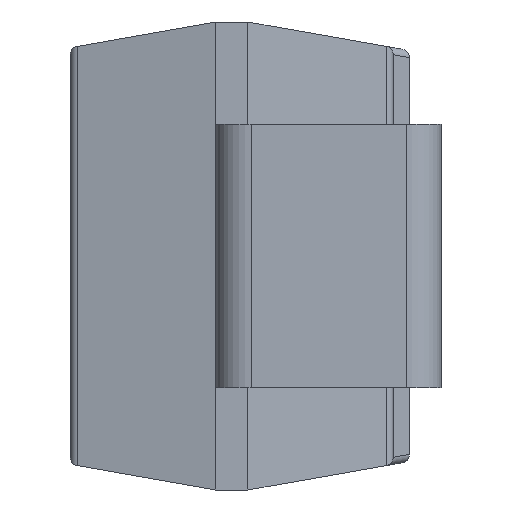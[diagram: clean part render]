
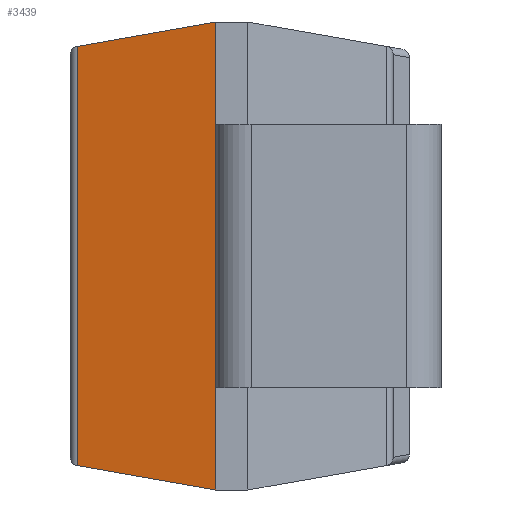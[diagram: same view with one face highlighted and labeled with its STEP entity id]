
A CAD part, left-side view. The second image highlights one B-rep face of the part: STEP entity #3439.
In plain terms, the highlighted planar face has unit normal (-0.985, 0.174, 0).
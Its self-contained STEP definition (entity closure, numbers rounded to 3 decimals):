
#149 = LINE ( 'NONE', #2349, #1874 ) ;
#248 = ORIENTED_EDGE ( 'NONE', *, *, #2241, .T. ) ;
#271 = VERTEX_POINT ( 'NONE', #4872 ) ;
#404 = CARTESIAN_POINT ( 'NONE',  ( -2.3, 1.2, 0.815 ) ) ;
#417 = EDGE_CURVE ( 'NONE', #1533, #2599, #4688, .T. ) ;
#473 = VECTOR ( 'NONE', #3686, 1000. ) ;
#545 = DIRECTION ( 'NONE',  ( 0., 0., -1. ) ) ;
#685 = ORIENTED_EDGE ( 'NONE', *, *, #2737, .F. ) ;
#748 = VERTEX_POINT ( 'NONE', #3717 ) ;
#824 = DIRECTION ( 'NONE',  ( 0., 0., -1. ) ) ;
#825 = CARTESIAN_POINT ( 'NONE',  ( -2.3, 1.2, 1.45 ) ) ;
#856 = LINE ( 'NONE', #2449, #4057 ) ;
#930 = VERTEX_POINT ( 'NONE', #989 ) ;
#989 = CARTESIAN_POINT ( 'NONE',  ( -2.3, 1.2, -1.45 ) ) ;
#1185 = DIRECTION ( 'NONE',  ( 0.171, 0.97, -0.171 ) ) ;
#1238 = DIRECTION ( 'NONE',  ( 0.171, 0.97, 0.171 ) ) ;
#1247 = VECTOR ( 'NONE', #1185, 1000. ) ;
#1494 = EDGE_CURVE ( 'NONE', #3568, #748, #3666, .T. ) ;
#1533 = VERTEX_POINT ( 'NONE', #404 ) ;
#1615 = EDGE_LOOP ( 'NONE', ( #1729, #248, #2550, #4331, #3148, #685 ) ) ;
#1729 = ORIENTED_EDGE ( 'NONE', *, *, #1494, .T. ) ;
#1874 = VECTOR ( 'NONE', #5238, 1000. ) ;
#2047 = CARTESIAN_POINT ( 'NONE',  ( -2.3, 1.2, 1.45 ) ) ;
#2241 = EDGE_CURVE ( 'NONE', #748, #271, #4770, .T. ) ;
#2339 = EDGE_CURVE ( 'NONE', #930, #271, #856, .T. ) ;
#2349 = CARTESIAN_POINT ( 'NONE',  ( -2.3, 1.2, 1.45 ) ) ;
#2449 = CARTESIAN_POINT ( 'NONE',  ( -2.215, 1.681, -1.365 ) ) ;
#2550 = ORIENTED_EDGE ( 'NONE', *, *, #2339, .F. ) ;
#2599 = VERTEX_POINT ( 'NONE', #2631 ) ;
#2631 = CARTESIAN_POINT ( 'NONE',  ( -2.3, 1.2, -0.815 ) ) ;
#2737 = EDGE_CURVE ( 'NONE', #3568, #1533, #3330, .T. ) ;
#2776 = VECTOR ( 'NONE', #824, 1000. ) ;
#2792 = AXIS2_PLACEMENT_3D ( 'NONE', #2047, #3695, #4915 ) ;
#3034 = CARTESIAN_POINT ( 'NONE',  ( -2.3, 1.2, 0.815 ) ) ;
#3148 = ORIENTED_EDGE ( 'NONE', *, *, #417, .F. ) ;
#3330 = LINE ( 'NONE', #825, #473 ) ;
#3385 = VECTOR ( 'NONE', #545, 1000. ) ;
#3439 = ADVANCED_FACE ( 'NONE', ( #3645 ), #4125, .F. ) ;
#3568 = VERTEX_POINT ( 'NONE', #3843 ) ;
#3645 = FACE_OUTER_BOUND ( 'NONE', #1615, .T. ) ;
#3666 = LINE ( 'NONE', #4439, #1247 ) ;
#3686 = DIRECTION ( 'NONE',  ( 0., 0., -1. ) ) ;
#3695 = DIRECTION ( 'NONE',  ( 0.985, -0.174, 0. ) ) ;
#3717 = CARTESIAN_POINT ( 'NONE',  ( -2.149, 2.059, 1.299 ) ) ;
#3843 = CARTESIAN_POINT ( 'NONE',  ( -2.3, 1.2, 1.45 ) ) ;
#4057 = VECTOR ( 'NONE', #1238, 1000. ) ;
#4078 = CARTESIAN_POINT ( 'NONE',  ( -2.149, 2.059, -1.291 ) ) ;
#4125 = PLANE ( 'NONE',  #2792 ) ;
#4331 = ORIENTED_EDGE ( 'NONE', *, *, #4760, .F. ) ;
#4439 = CARTESIAN_POINT ( 'NONE',  ( -2.3, 1.2, 1.45 ) ) ;
#4688 = LINE ( 'NONE', #3034, #3385 ) ;
#4760 = EDGE_CURVE ( 'NONE', #2599, #930, #149, .T. ) ;
#4770 = LINE ( 'NONE', #4078, #2776 ) ;
#4872 = CARTESIAN_POINT ( 'NONE',  ( -2.149, 2.059, -1.299 ) ) ;
#4915 = DIRECTION ( 'NONE',  ( 0.174, 0.985, 0. ) ) ;
#5238 = DIRECTION ( 'NONE',  ( 0., 0., -1. ) ) ;
